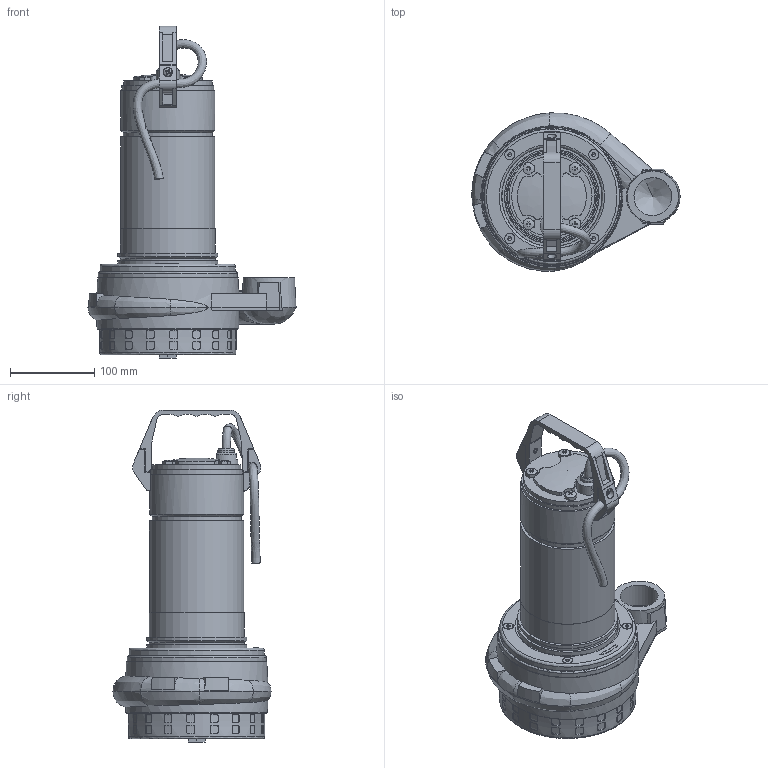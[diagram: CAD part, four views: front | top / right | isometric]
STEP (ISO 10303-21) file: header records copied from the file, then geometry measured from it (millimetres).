
FILE_DESCRIPTION(('STEP AP214'),'2;1');
FILE_NAME('4_93_432_01_REV00.stp','2014-10-01T11:50:33',(''),(''),'2014.1.117','THINKDESIGN','');
FILE_SCHEMA(('AUTOMOTIVE_DESIGN'));
Length unit declared in the file: millimetre
Bounding box: 247.19 x 187.75 x 394.2 mm (x, y, z)
Volume: 5237698.6 mm3; surface area: 447313.4 mm2
Topology: 26 solids, 26 shells, 1098 faces, 2987 edges, 2033 vertices
Faces by surface type: plane 609, cylinder 343, bspline 146
Full cylindrical faces by diameter (mm): 3 x3, 4.2 x2, 5 x7, 5.5 x5, 6 x20, 6.6 x2, 10 x6, 10.5 x1, 11 x3, 12 x4, 20 x1, 20.3 x1, 22 x1, 27.9 x1, 45 x1, 81 x1, 95.5 x1, 102 x1, 105 x1, 106 x1, 112 x2, 112.5 x1, 113 x1, 118.7 x2, 119 x1, 125 x1, 134.195 x1, 158 x1, 160 x1, 161 x1
Entity records: 54419 total; most frequent: CARTESIAN_POINT 17483, ORIENTED_EDGE 5862, DIRECTION 5057, EDGE_CURVE 2931, VERTEX_POINT 1979, AXIS2_PLACEMENT_3D 1783, VECTOR 1491, LINE 1491
